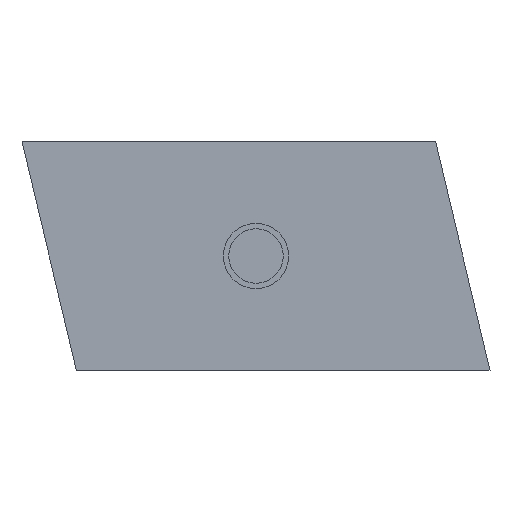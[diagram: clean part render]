
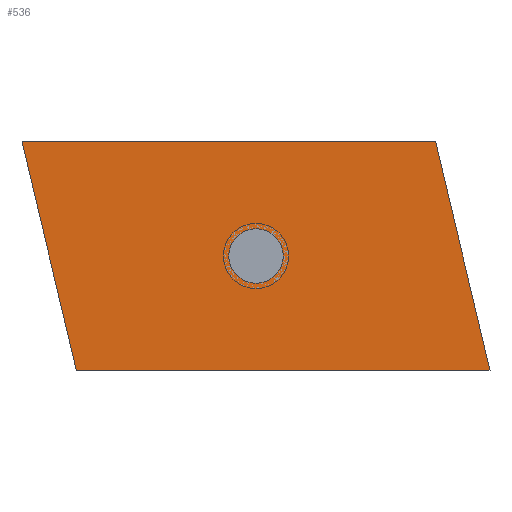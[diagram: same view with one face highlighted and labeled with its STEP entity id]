
A CAD part, front view. The second image highlights one B-rep face of the part: STEP entity #536.
In plain terms, the highlighted planar face has unit normal (0, -1, 0).
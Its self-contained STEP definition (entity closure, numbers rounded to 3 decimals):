
#32 = DIRECTION ( 'NONE',  ( 0., 1., 0. ) ) ;
#95 = CARTESIAN_POINT ( 'NONE',  ( 0., 0., 0. ) ) ;
#157 = ORIENTED_EDGE ( 'NONE', *, *, #366, .F. ) ;
#167 = EDGE_CURVE ( 'NONE', #621, #1467, #507, .T. ) ;
#213 = CARTESIAN_POINT ( 'NONE',  ( 21.5, 0., -10.5 ) ) ;
#229 = CARTESIAN_POINT ( 'NONE',  ( 0., 0., 0. ) ) ;
#245 = EDGE_CURVE ( 'NONE', #1467, #621, #475, .T. ) ;
#320 = ORIENTED_EDGE ( 'NONE', *, *, #1417, .F. ) ;
#356 = DIRECTION ( 'NONE',  ( -0.232, 0., 0.973 ) ) ;
#366 = EDGE_CURVE ( 'NONE', #1032, #390, #1469, .T. ) ;
#390 = VERTEX_POINT ( 'NONE', #832 ) ;
#401 = EDGE_CURVE ( 'NONE', #390, #493, #1358, .T. ) ;
#446 = DIRECTION ( 'NONE',  ( 0.232, 0., -0.973 ) ) ;
#451 = ORIENTED_EDGE ( 'NONE', *, *, #167, .T. ) ;
#463 = ORIENTED_EDGE ( 'NONE', *, *, #401, .F. ) ;
#475 = CIRCLE ( 'NONE', #559, 2.5 ) ;
#491 = DIRECTION ( 'NONE',  ( 0., 0., 1. ) ) ;
#493 = VERTEX_POINT ( 'NONE', #213 ) ;
#507 = CIRCLE ( 'NONE', #584, 2.5 ) ;
#536 = ADVANCED_FACE ( 'NONE', ( #1367, #1137 ), #1660, .F. ) ;
#559 = AXIS2_PLACEMENT_3D ( 'NONE', #95, #835, #491 ) ;
#584 = AXIS2_PLACEMENT_3D ( 'NONE', #936, #32, #1465 ) ;
#621 = VERTEX_POINT ( 'NONE', #1303 ) ;
#647 = VERTEX_POINT ( 'NONE', #1436 ) ;
#654 = EDGE_LOOP ( 'NONE', ( #1116, #320, #463, #157 ) ) ;
#717 = DIRECTION ( 'NONE',  ( 1., 0., 0. ) ) ;
#726 = ORIENTED_EDGE ( 'NONE', *, *, #245, .T. ) ;
#779 = DIRECTION ( 'NONE',  ( -1., 0., 0. ) ) ;
#819 = VECTOR ( 'NONE', #446, 1000. ) ;
#832 = CARTESIAN_POINT ( 'NONE',  ( 16.5, 0., 10.5 ) ) ;
#835 = DIRECTION ( 'NONE',  ( 0., 1., 0. ) ) ;
#913 = LINE ( 'NONE', #1447, #1315 ) ;
#924 = CARTESIAN_POINT ( 'NONE',  ( -21.5, 0., 10.5 ) ) ;
#932 = EDGE_LOOP ( 'NONE', ( #726, #451 ) ) ;
#936 = CARTESIAN_POINT ( 'NONE',  ( 0., 0., 0. ) ) ;
#938 = EDGE_CURVE ( 'NONE', #647, #1032, #1532, .T. ) ;
#965 = CARTESIAN_POINT ( 'NONE',  ( 0., 0., 2.5 ) ) ;
#1032 = VERTEX_POINT ( 'NONE', #1142 ) ;
#1037 = AXIS2_PLACEMENT_3D ( 'NONE', #229, #1520, #717 ) ;
#1069 = DIRECTION ( 'NONE',  ( 1., 0., 0. ) ) ;
#1116 = ORIENTED_EDGE ( 'NONE', *, *, #938, .F. ) ;
#1137 = FACE_OUTER_BOUND ( 'NONE', #654, .T. ) ;
#1142 = CARTESIAN_POINT ( 'NONE',  ( -21.5, 0., 10.5 ) ) ;
#1199 = CARTESIAN_POINT ( 'NONE',  ( 21.5, 0., -10.5 ) ) ;
#1224 = CARTESIAN_POINT ( 'NONE',  ( -16.5, 0., -10.5 ) ) ;
#1303 = CARTESIAN_POINT ( 'NONE',  ( 0., 0., -2.5 ) ) ;
#1315 = VECTOR ( 'NONE', #779, 1000. ) ;
#1345 = VECTOR ( 'NONE', #356, 1000. ) ;
#1358 = LINE ( 'NONE', #1199, #819 ) ;
#1367 = FACE_BOUND ( 'NONE', #932, .T. ) ;
#1417 = EDGE_CURVE ( 'NONE', #493, #647, #913, .T. ) ;
#1423 = VECTOR ( 'NONE', #1069, 1000. ) ;
#1436 = CARTESIAN_POINT ( 'NONE',  ( -16.5, 0., -10.5 ) ) ;
#1447 = CARTESIAN_POINT ( 'NONE',  ( -16.5, 0., -10.5 ) ) ;
#1465 = DIRECTION ( 'NONE',  ( 0., 0., 1. ) ) ;
#1467 = VERTEX_POINT ( 'NONE', #965 ) ;
#1469 = LINE ( 'NONE', #924, #1423 ) ;
#1520 = DIRECTION ( 'NONE',  ( 0., 1., 0. ) ) ;
#1532 = LINE ( 'NONE', #1224, #1345 ) ;
#1660 = PLANE ( 'NONE',  #1037 ) ;
